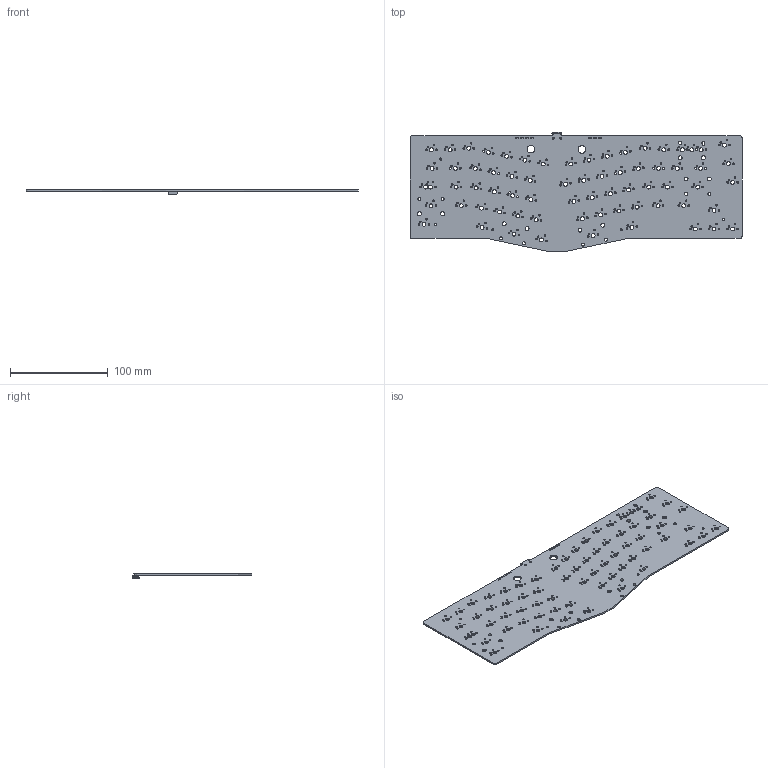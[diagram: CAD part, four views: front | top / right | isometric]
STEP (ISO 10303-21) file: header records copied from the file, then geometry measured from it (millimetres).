
FILE_DESCRIPTION(('KiCad electronic assembly'),'2;1');
FILE_NAME('arisu.step','2021-01-25T14:35:31',('Pcbnew'),('Kicad'), 'Open CASCADE STEP processor 6.9','KiCad to STEP converter','Unknown' );
FILE_SCHEMA(('AUTOMOTIVE_DESIGN { 1 0 10303 214 1 1 1 1 }'));
Length unit declared in the file: millimetre
Products named in the file (6): Open CASCADE STEP translator 6.9 1; USB_C_Receptacle_HRO_TYPE-C-31-M-12; SOLID; R_0805_2012Metric; COMPOUND
Assembly tree (6 placements, depth 3):
  Open CASCADE STEP translator 6.9 1
    USB_C_Receptacle_HRO_TYPE-C-31-M-12
      SOLID
    R_0805_2012Metric  x2
      SOLID
    COMPOUND
Bounding box: 339.09 x 122.5 x 4.86 mm (x, y, z)
Volume: 55949.8 mm3; surface area: 75856.3 mm2
Topology: 4 solids, 4 shells, 618 faces, 1790 edges, 1184 vertices
Faces by surface type: cylinder 408, bspline 188, plane 22
Full cylindrical faces by diameter (mm): 0.65 x2, 1 x14, 1.5 x136, 1.7 x132, 2.2 x5, 3.05 x9, 4 x78, 7.931 x2
Entity records: 45632 total; most frequent: CARTESIAN_POINT 14169, DIRECTION 4710, ORIENTED_EDGE 3444, PCURVE 3444, DEFINITIONAL_REPRESENTATION 3444, LINE 2204, VECTOR 2204, EDGE_CURVE 1722
